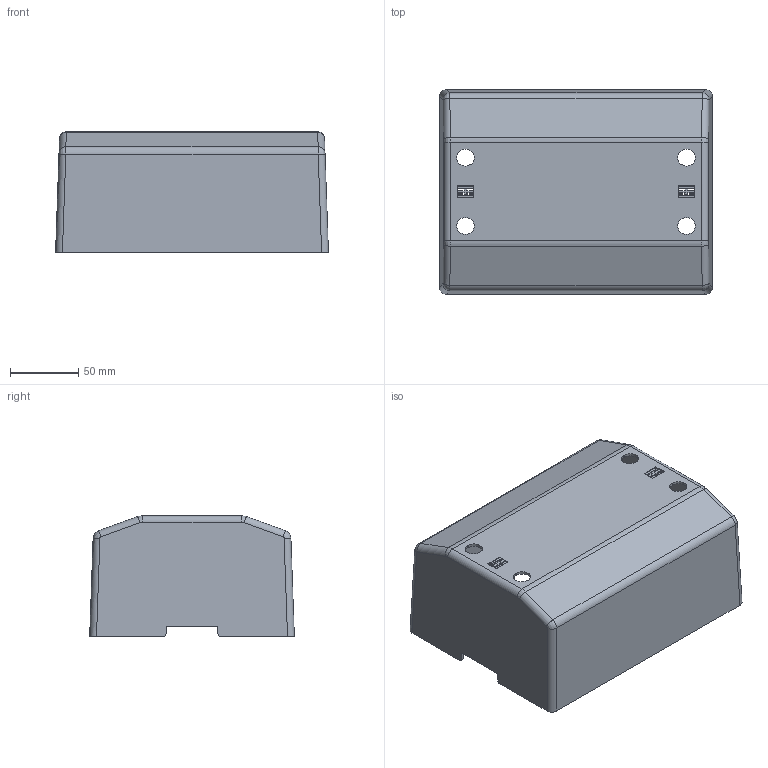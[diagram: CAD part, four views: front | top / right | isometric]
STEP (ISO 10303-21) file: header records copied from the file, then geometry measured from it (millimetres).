
FILE_DESCRIPTION(('CATIA V5 STEP Exchange','CAx-IF Rec.Pracs.--- Model Styling and Organization---1.4--- 2014-01-23'),'2;1');
FILE_NAME ('D1463732_0', '2020-08-04T04:59:52+00:00', ('none'), ('Weidmueller'), 'CATIA Version 5-6 Release 2016 SP3 HF44', 'CATIA V5 STEP AP214', 'none');
FILE_SCHEMA(('AUTOMOTIVE_DESIGN { 1 0 10303 214 1 1 1 1 }'));
Length unit declared in the file: millimetre
Products named in the file (1): 2710130000
Bounding box: 200 x 150 x 88.5 mm (x, y, z)
Volume: 159432.1 mm3; surface area: 161540.9 mm2
Topology: 1 solids, 1 shells, 166 faces, 468 edges, 300 vertices
Faces by surface type: plane 82, cylinder 60, bspline 16, cone 8
Entity records: 6081 total; most frequent: CARTESIAN_POINT 2242, ORIENTED_EDGE 936, DIRECTION 542, EDGE_CURVE 468, VERTEX_POINT 300, VECTOR 268, LINE 268, EDGE_LOOP 186
